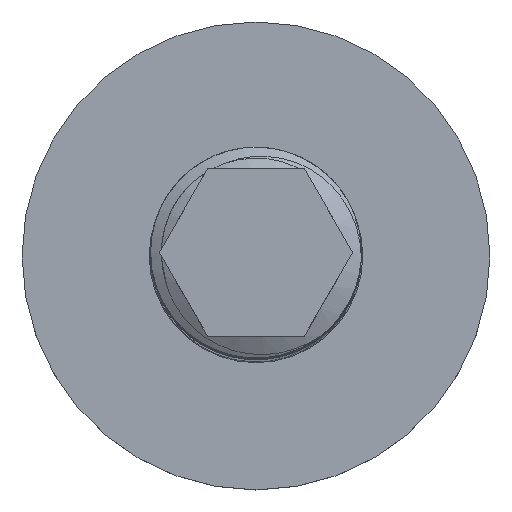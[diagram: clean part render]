
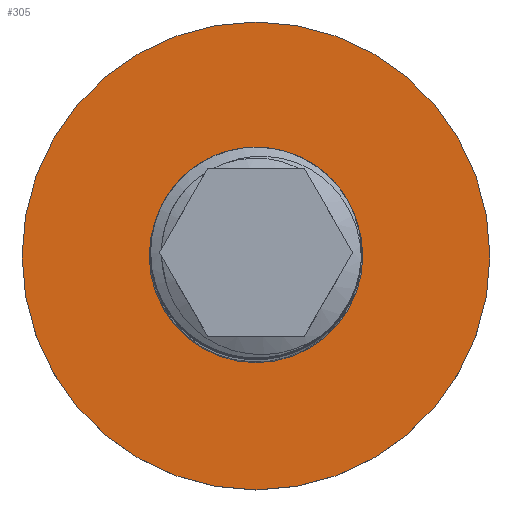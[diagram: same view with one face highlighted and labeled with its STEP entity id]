
A CAD part, top view. The second image highlights one B-rep face of the part: STEP entity #305.
In plain terms, the highlighted planar face has unit normal (0, 0, 1).
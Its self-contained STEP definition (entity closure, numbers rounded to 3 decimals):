
#79=PLANE('',#854);
#305=ADVANCED_FACE('',(#339,#340),#79,.T.);
#339=FACE_BOUND('',#406,.T.);
#340=FACE_BOUND('',#407,.T.);
#406=EDGE_LOOP('',(#606));
#407=EDGE_LOOP('',(#607));
#606=ORIENTED_EDGE('',*,*,#775,.T.);
#607=ORIENTED_EDGE('',*,*,#777,.F.);
#675=VERTEX_POINT('',#8298);
#677=VERTEX_POINT('',#8303);
#775=EDGE_CURVE('',#675,#675,#788,.T.);
#777=EDGE_CURVE('',#677,#677,#790,.T.);
#788=CIRCLE('',#848,17.75);
#790=CIRCLE('',#851,8.1);
#848=AXIS2_PLACEMENT_3D('',#8297,#1006,#1007);
#851=AXIS2_PLACEMENT_3D('',#8302,#1012,#1013);
#854=AXIS2_PLACEMENT_3D('',#8307,#1018,#1019);
#1006=DIRECTION('',(0.,0.,1.));
#1007=DIRECTION('',(1.,0.,0.));
#1012=DIRECTION('',(0.,0.,1.));
#1013=DIRECTION('',(1.,0.,0.));
#1018=DIRECTION('',(0.,0.,1.));
#1019=DIRECTION('',(1.,0.,0.));
#8297=CARTESIAN_POINT('',(-428.,512.,-59.7));
#8298=CARTESIAN_POINT('',(-410.25,512.,-59.7));
#8302=CARTESIAN_POINT('',(-428.,512.,-59.7));
#8303=CARTESIAN_POINT('',(-419.9,512.,-59.7));
#8307=CARTESIAN_POINT('',(-428.,512.,-59.7));
